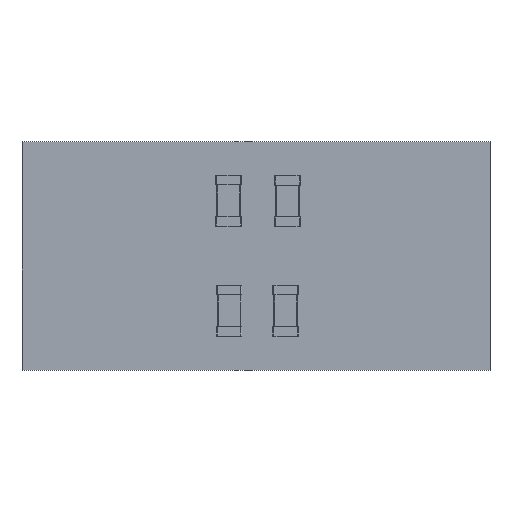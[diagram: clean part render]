
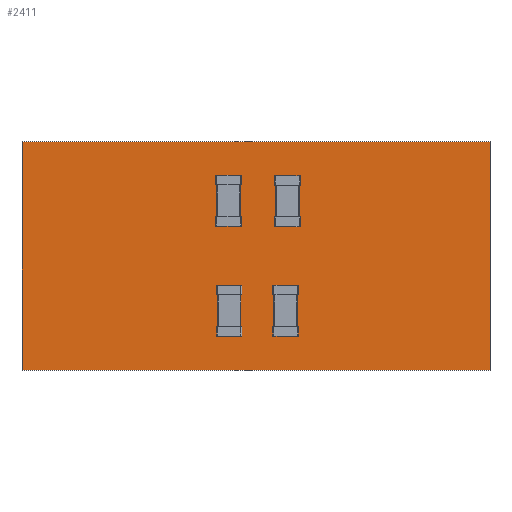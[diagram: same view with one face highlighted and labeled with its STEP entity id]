
A CAD part, top view. The second image highlights one B-rep face of the part: STEP entity #2411.
In plain terms, the highlighted planar face has unit normal (0, 0, 1).
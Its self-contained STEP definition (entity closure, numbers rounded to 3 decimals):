
#2097 = VERTEX_POINT('',#2098);
#2098 = CARTESIAN_POINT('',(64.73,-57.2,1.6));
#2105 = PLANE('',#2106);
#2106 = AXIS2_PLACEMENT_3D('',#2107,#2108,#2109);
#2107 = CARTESIAN_POINT('',(64.73,-57.2,0.));
#2108 = DIRECTION('',(0.,-1.,0.));
#2109 = DIRECTION('',(-1.,0.,0.));
#2117 = PLANE('',#2118);
#2118 = AXIS2_PLACEMENT_3D('',#2119,#2120,#2121);
#2119 = CARTESIAN_POINT('',(64.73,-50.,0.));
#2120 = DIRECTION('',(1.,0.,-0.));
#2121 = DIRECTION('',(0.,-1.,0.));
#2129 = EDGE_CURVE('',#2097,#2130,#2132,.T.);
#2130 = VERTEX_POINT('',#2131);
#2131 = CARTESIAN_POINT('',(50.,-57.2,1.6));
#2132 = SURFACE_CURVE('',#2133,(#2137,#2144),.PCURVE_S1.);
#2133 = LINE('',#2134,#2135);
#2134 = CARTESIAN_POINT('',(64.73,-57.2,1.6));
#2135 = VECTOR('',#2136,1.);
#2136 = DIRECTION('',(-1.,0.,0.));
#2137 = PCURVE('',#2105,#2138);
#2138 = DEFINITIONAL_REPRESENTATION('',(#2139),#2143);
#2139 = LINE('',#2140,#2141);
#2140 = CARTESIAN_POINT('',(0.,-1.6));
#2141 = VECTOR('',#2142,1.);
#2142 = DIRECTION('',(1.,0.));
#2143 = ( GEOMETRIC_REPRESENTATION_CONTEXT(2) 
PARAMETRIC_REPRESENTATION_CONTEXT() REPRESENTATION_CONTEXT('2D SPACE',''
  ) );
#2144 = PCURVE('',#2145,#2150);
#2145 = PLANE('',#2146);
#2146 = AXIS2_PLACEMENT_3D('',#2147,#2148,#2149);
#2147 = CARTESIAN_POINT('',(57.365,-53.6,1.6));
#2148 = DIRECTION('',(-0.,-0.,-1.));
#2149 = DIRECTION('',(-1.,0.,0.));
#2150 = DEFINITIONAL_REPRESENTATION('',(#2151),#2155);
#2151 = LINE('',#2152,#2153);
#2152 = CARTESIAN_POINT('',(-7.365,-3.6));
#2153 = VECTOR('',#2154,1.);
#2154 = DIRECTION('',(1.,0.));
#2155 = ( GEOMETRIC_REPRESENTATION_CONTEXT(2) 
PARAMETRIC_REPRESENTATION_CONTEXT() REPRESENTATION_CONTEXT('2D SPACE',''
  ) );
#2173 = PLANE('',#2174);
#2174 = AXIS2_PLACEMENT_3D('',#2175,#2176,#2177);
#2175 = CARTESIAN_POINT('',(50.,-57.2,0.));
#2176 = DIRECTION('',(-1.,0.,0.));
#2177 = DIRECTION('',(0.,1.,0.));
#2215 = EDGE_CURVE('',#2130,#2216,#2218,.T.);
#2216 = VERTEX_POINT('',#2217);
#2217 = CARTESIAN_POINT('',(50.,-50.,1.6));
#2218 = SURFACE_CURVE('',#2219,(#2223,#2230),.PCURVE_S1.);
#2219 = LINE('',#2220,#2221);
#2220 = CARTESIAN_POINT('',(50.,-57.2,1.6));
#2221 = VECTOR('',#2222,1.);
#2222 = DIRECTION('',(0.,1.,0.));
#2223 = PCURVE('',#2173,#2224);
#2224 = DEFINITIONAL_REPRESENTATION('',(#2225),#2229);
#2225 = LINE('',#2226,#2227);
#2226 = CARTESIAN_POINT('',(0.,-1.6));
#2227 = VECTOR('',#2228,1.);
#2228 = DIRECTION('',(1.,0.));
#2229 = ( GEOMETRIC_REPRESENTATION_CONTEXT(2) 
PARAMETRIC_REPRESENTATION_CONTEXT() REPRESENTATION_CONTEXT('2D SPACE',''
  ) );
#2230 = PCURVE('',#2145,#2231);
#2231 = DEFINITIONAL_REPRESENTATION('',(#2232),#2236);
#2232 = LINE('',#2233,#2234);
#2233 = CARTESIAN_POINT('',(7.365,-3.6));
#2234 = VECTOR('',#2235,1.);
#2235 = DIRECTION('',(0.,1.));
#2236 = ( GEOMETRIC_REPRESENTATION_CONTEXT(2) 
PARAMETRIC_REPRESENTATION_CONTEXT() REPRESENTATION_CONTEXT('2D SPACE',''
  ) );
#2254 = PLANE('',#2255);
#2255 = AXIS2_PLACEMENT_3D('',#2256,#2257,#2258);
#2256 = CARTESIAN_POINT('',(50.,-50.,0.));
#2257 = DIRECTION('',(0.,1.,0.));
#2258 = DIRECTION('',(1.,0.,0.));
#2291 = EDGE_CURVE('',#2216,#2292,#2294,.T.);
#2292 = VERTEX_POINT('',#2293);
#2293 = CARTESIAN_POINT('',(64.73,-50.,1.6));
#2294 = SURFACE_CURVE('',#2295,(#2299,#2306),.PCURVE_S1.);
#2295 = LINE('',#2296,#2297);
#2296 = CARTESIAN_POINT('',(50.,-50.,1.6));
#2297 = VECTOR('',#2298,1.);
#2298 = DIRECTION('',(1.,0.,0.));
#2299 = PCURVE('',#2254,#2300);
#2300 = DEFINITIONAL_REPRESENTATION('',(#2301),#2305);
#2301 = LINE('',#2302,#2303);
#2302 = CARTESIAN_POINT('',(0.,-1.6));
#2303 = VECTOR('',#2304,1.);
#2304 = DIRECTION('',(1.,0.));
#2305 = ( GEOMETRIC_REPRESENTATION_CONTEXT(2) 
PARAMETRIC_REPRESENTATION_CONTEXT() REPRESENTATION_CONTEXT('2D SPACE',''
  ) );
#2306 = PCURVE('',#2145,#2307);
#2307 = DEFINITIONAL_REPRESENTATION('',(#2308),#2312);
#2308 = LINE('',#2309,#2310);
#2309 = CARTESIAN_POINT('',(7.365,3.6));
#2310 = VECTOR('',#2311,1.);
#2311 = DIRECTION('',(-1.,0.));
#2312 = ( GEOMETRIC_REPRESENTATION_CONTEXT(2) 
PARAMETRIC_REPRESENTATION_CONTEXT() REPRESENTATION_CONTEXT('2D SPACE',''
  ) );
#2362 = EDGE_CURVE('',#2292,#2097,#2363,.T.);
#2363 = SURFACE_CURVE('',#2364,(#2368,#2375),.PCURVE_S1.);
#2364 = LINE('',#2365,#2366);
#2365 = CARTESIAN_POINT('',(64.73,-50.,1.6));
#2366 = VECTOR('',#2367,1.);
#2367 = DIRECTION('',(0.,-1.,0.));
#2368 = PCURVE('',#2117,#2369);
#2369 = DEFINITIONAL_REPRESENTATION('',(#2370),#2374);
#2370 = LINE('',#2371,#2372);
#2371 = CARTESIAN_POINT('',(0.,-1.6));
#2372 = VECTOR('',#2373,1.);
#2373 = DIRECTION('',(1.,0.));
#2374 = ( GEOMETRIC_REPRESENTATION_CONTEXT(2) 
PARAMETRIC_REPRESENTATION_CONTEXT() REPRESENTATION_CONTEXT('2D SPACE',''
  ) );
#2375 = PCURVE('',#2145,#2376);
#2376 = DEFINITIONAL_REPRESENTATION('',(#2377),#2381);
#2377 = LINE('',#2378,#2379);
#2378 = CARTESIAN_POINT('',(-7.365,3.6));
#2379 = VECTOR('',#2380,1.);
#2380 = DIRECTION('',(0.,-1.));
#2381 = ( GEOMETRIC_REPRESENTATION_CONTEXT(2) 
PARAMETRIC_REPRESENTATION_CONTEXT() REPRESENTATION_CONTEXT('2D SPACE',''
  ) );
#2411 = ADVANCED_FACE('',(#2412),#2145,.F.);
#2412 = FACE_BOUND('',#2413,.F.);
#2413 = EDGE_LOOP('',(#2414,#2415,#2416,#2417));
#2414 = ORIENTED_EDGE('',*,*,#2129,.T.);
#2415 = ORIENTED_EDGE('',*,*,#2215,.T.);
#2416 = ORIENTED_EDGE('',*,*,#2291,.T.);
#2417 = ORIENTED_EDGE('',*,*,#2362,.T.);
